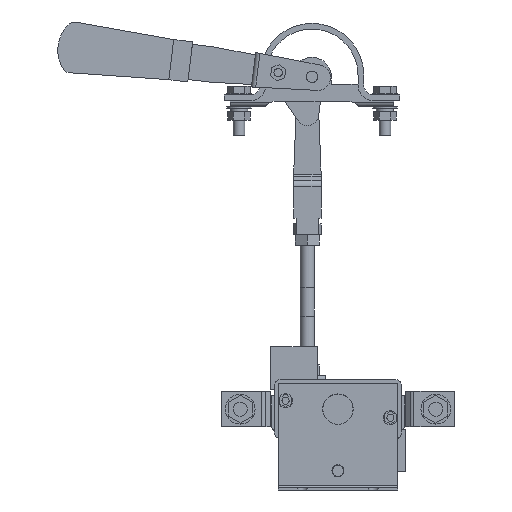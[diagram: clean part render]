
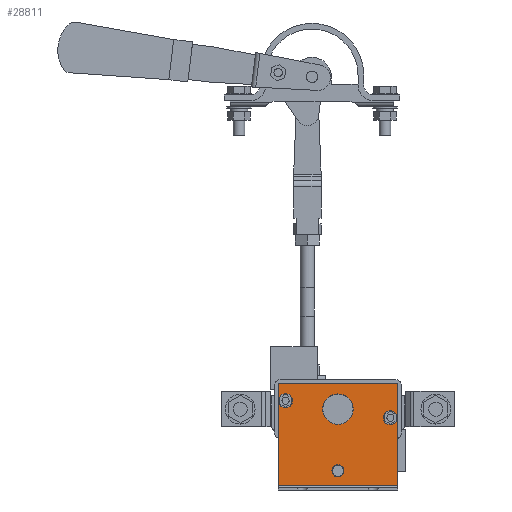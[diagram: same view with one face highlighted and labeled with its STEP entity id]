
A CAD part, left-side view. The second image highlights one B-rep face of the part: STEP entity #28811.
In plain terms, the highlighted planar face has unit normal (-1, 0, 0).
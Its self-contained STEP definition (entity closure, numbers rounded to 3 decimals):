
#654 = DIRECTION ( 'NONE',  ( 0., 0., -1. ) ) ;
#702 = DIRECTION ( 'NONE',  ( 1., 0., 0. ) ) ;
#1994 = FACE_BOUND ( 'NONE', #15388, .T. ) ;
#2263 = DIRECTION ( 'NONE',  ( 0., 0., 1. ) ) ;
#2454 = CARTESIAN_POINT ( 'NONE',  ( -75.5, 0., -47.75 ) ) ;
#3083 = ORIENTED_EDGE ( 'NONE', *, *, #52406, .F. ) ;
#3539 = VERTEX_POINT ( 'NONE', #2454 ) ;
#5427 = LINE ( 'NONE', #10725, #48579 ) ;
#5535 = CIRCLE ( 'NONE', #54730, 10.75 ) ;
#6444 = PLANE ( 'NONE',  #30524 ) ;
#7406 = CARTESIAN_POINT ( 'NONE',  ( -75.5, 122.13, 18. ) ) ;
#7890 = CIRCLE ( 'NONE', #46525, 4.25 ) ;
#8237 = CIRCLE ( 'NONE', #36288, 5. ) ;
#8831 = VECTOR ( 'NONE', #20321, 1000. ) ;
#9000 = DIRECTION ( 'NONE',  ( 1., 0., 0. ) ) ;
#10561 = ORIENTED_EDGE ( 'NONE', *, *, #20101, .T. ) ;
#10725 = CARTESIAN_POINT ( 'NONE',  ( -75.5, -42., -55.5 ) ) ;
#11668 = DIRECTION ( 'NONE',  ( 0., -1., 0. ) ) ;
#12933 = LINE ( 'NONE', #18819, #46015 ) ;
#13159 = EDGE_CURVE ( 'NONE', #53446, #35238, #52475, .T. ) ;
#13596 = VECTOR ( 'NONE', #11668, 1000. ) ;
#13659 = DIRECTION ( 'NONE',  ( 0., 0., 1. ) ) ;
#14389 = CARTESIAN_POINT ( 'NONE',  ( -75.5, 42., -54. ) ) ;
#14686 = CARTESIAN_POINT ( 'NONE',  ( -75.5, 42., -55.5 ) ) ;
#15021 = DIRECTION ( 'NONE',  ( 0., 0., 1. ) ) ;
#15388 = EDGE_LOOP ( 'NONE', ( #24793 ) ) ;
#17332 = CARTESIAN_POINT ( 'NONE',  ( -75.5, 42., 6. ) ) ;
#17351 = CARTESIAN_POINT ( 'NONE',  ( -75.5, 42., 18. ) ) ;
#17590 = VERTEX_POINT ( 'NONE', #20421 ) ;
#18819 = CARTESIAN_POINT ( 'NONE',  ( -75.5, 42., -54. ) ) ;
#19317 = VECTOR ( 'NONE', #44913, 1000. ) ;
#19451 = EDGE_CURVE ( 'NONE', #32507, #32507, #5535, .T. ) ;
#20101 = EDGE_CURVE ( 'NONE', #17590, #48328, #43222, .T. ) ;
#20321 = DIRECTION ( 'NONE',  ( 0., 0., 1. ) ) ;
#20407 = EDGE_CURVE ( 'NONE', #43218, #17590, #5427, .T. ) ;
#20421 = CARTESIAN_POINT ( 'NONE',  ( -75.5, -42., -6. ) ) ;
#20424 = CARTESIAN_POINT ( 'NONE',  ( -75.5, -42., -54. ) ) ;
#20511 = LINE ( 'NONE', #39519, #29334 ) ;
#23545 = FACE_BOUND ( 'NONE', #28755, .T. ) ;
#24754 = DIRECTION ( 'NONE',  ( 1., 0., 0. ) ) ;
#24793 = ORIENTED_EDGE ( 'NONE', *, *, #47925, .T. ) ;
#24872 = CARTESIAN_POINT ( 'NONE',  ( -75.5, -42., -55.5 ) ) ;
#26482 = DIRECTION ( 'NONE',  ( 1., 0., 0. ) ) ;
#26537 = CARTESIAN_POINT ( 'NONE',  ( -75.5, 37., 6. ) ) ;
#27436 = EDGE_CURVE ( 'NONE', #32521, #48328, #48048, .T. ) ;
#27549 = DIRECTION ( 'NONE',  ( 0., 1., 0. ) ) ;
#28090 = DIRECTION ( 'NONE',  ( 1., 0., 0. ) ) ;
#28185 = ORIENTED_EDGE ( 'NONE', *, *, #13159, .F. ) ;
#28755 = EDGE_LOOP ( 'NONE', ( #29852 ) ) ;
#28811 = ADVANCED_FACE ( 'NONE', ( #1994, #23545, #46543 ), #6444, .F. ) ;
#29334 = VECTOR ( 'NONE', #13659, 1000. ) ;
#29852 = ORIENTED_EDGE ( 'NONE', *, *, #19451, .T. ) ;
#30524 = AXIS2_PLACEMENT_3D ( 'NONE', #45250, #28090, #2263 ) ;
#30889 = DIRECTION ( 'NONE',  ( 0., 0., -1. ) ) ;
#32507 = VERTEX_POINT ( 'NONE', #43954 ) ;
#32521 = VERTEX_POINT ( 'NONE', #17351 ) ;
#33528 = ORIENTED_EDGE ( 'NONE', *, *, #20407, .T. ) ;
#34812 = CARTESIAN_POINT ( 'NONE',  ( -75.5, -37., -6. ) ) ;
#35238 = VERTEX_POINT ( 'NONE', #17332 ) ;
#35937 = ORIENTED_EDGE ( 'NONE', *, *, #27436, .F. ) ;
#36288 = AXIS2_PLACEMENT_3D ( 'NONE', #34812, #9000, #39162 ) ;
#38434 = AXIS2_PLACEMENT_3D ( 'NONE', #26537, #702, #30889 ) ;
#39162 = DIRECTION ( 'NONE',  ( 0., 0., -1. ) ) ;
#39519 = CARTESIAN_POINT ( 'NONE',  ( -75.5, 42., -55.5 ) ) ;
#40396 = ORIENTED_EDGE ( 'NONE', *, *, #44496, .T. ) ;
#43218 = VERTEX_POINT ( 'NONE', #20424 ) ;
#43222 = LINE ( 'NONE', #24872, #8831 ) ;
#43954 = CARTESIAN_POINT ( 'NONE',  ( -75.5, 0., -10.75 ) ) ;
#44496 = EDGE_CURVE ( 'NONE', #35238, #35238, #54186, .T. ) ;
#44913 = DIRECTION ( 'NONE',  ( 0., 0., 1. ) ) ;
#44916 = EDGE_CURVE ( 'NONE', #17590, #17590, #8237, .T. ) ;
#45250 = CARTESIAN_POINT ( 'NONE',  ( -75.5, 122.13, -55.5 ) ) ;
#46015 = VECTOR ( 'NONE', #27549, 1000. ) ;
#46136 = ORIENTED_EDGE ( 'NONE', *, *, #44916, .T. ) ;
#46525 = AXIS2_PLACEMENT_3D ( 'NONE', #52372, #26482, #654 ) ;
#46543 = FACE_OUTER_BOUND ( 'NONE', #53128, .T. ) ;
#46639 = CARTESIAN_POINT ( 'NONE',  ( -75.5, -42., 18. ) ) ;
#47925 = EDGE_CURVE ( 'NONE', #3539, #3539, #7890, .T. ) ;
#48048 = LINE ( 'NONE', #7406, #13596 ) ;
#48328 = VERTEX_POINT ( 'NONE', #46639 ) ;
#48579 = VECTOR ( 'NONE', #15021, 1000. ) ;
#50635 = CARTESIAN_POINT ( 'NONE',  ( -75.5, 0., 0. ) ) ;
#52372 = CARTESIAN_POINT ( 'NONE',  ( -75.5, 0., -43.5 ) ) ;
#52406 = EDGE_CURVE ( 'NONE', #43218, #53446, #12933, .T. ) ;
#52475 = LINE ( 'NONE', #14686, #19317 ) ;
#53128 = EDGE_LOOP ( 'NONE', ( #33528, #46136, #10561, #35937, #55091, #40396, #28185, #3083 ) ) ;
#53446 = VERTEX_POINT ( 'NONE', #14389 ) ;
#54186 = CIRCLE ( 'NONE', #38434, 5. ) ;
#54730 = AXIS2_PLACEMENT_3D ( 'NONE', #50635, #24754, #55032 ) ;
#55032 = DIRECTION ( 'NONE',  ( 0., 0., -1. ) ) ;
#55091 = ORIENTED_EDGE ( 'NONE', *, *, #55113, .F. ) ;
#55113 = EDGE_CURVE ( 'NONE', #35238, #32521, #20511, .T. ) ;
